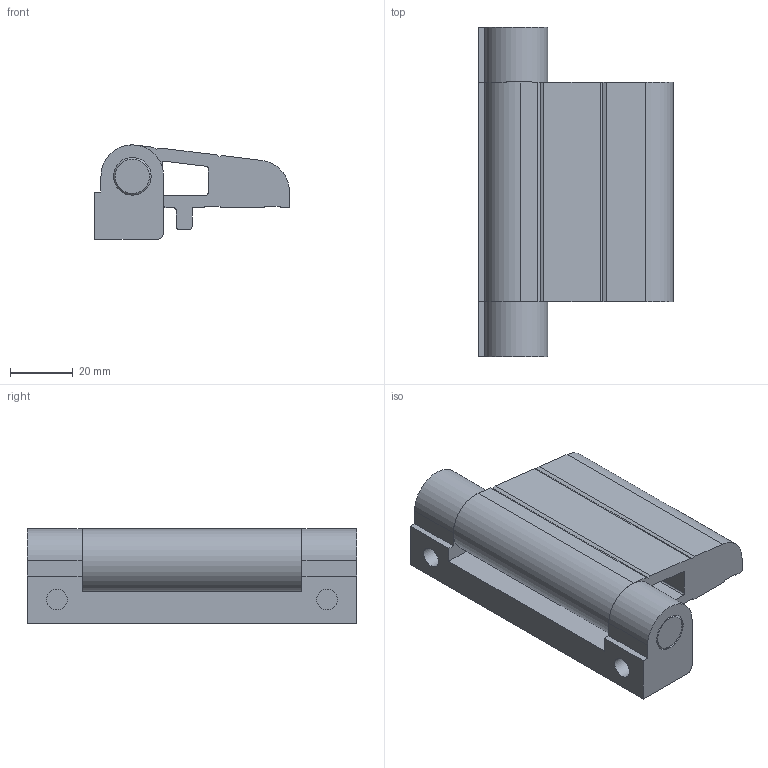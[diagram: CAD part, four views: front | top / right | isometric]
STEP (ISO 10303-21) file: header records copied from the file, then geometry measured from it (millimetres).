
FILE_DESCRIPTION(('STEP AP203'),'2;1');
FILE_NAME('15.167.01A.stp','2011-03-21T15:56:35',(''),(''),'2009.3.110','THINKDESIGN','');
FILE_SCHEMA(('CONFIG_CONTROL_DESIGN'));
Length unit declared in the file: millimetre
Bounding box: 62 x 105 x 30 mm (x, y, z)
Volume: 92080.5 mm3; surface area: 35824.4 mm2
Topology: 3 solids, 3 shells, 85 faces, 247 edges, 170 vertices
Faces by surface type: plane 52, cylinder 27, bspline 6
Full cylindrical faces by diameter (mm): 6.6 x2, 8.3 x2, 11 x2, 12 x4, 13.8 x2
Entity records: 3164 total; most frequent: CARTESIAN_POINT 774, DIRECTION 487, ORIENTED_EDGE 478, EDGE_CURVE 239, AXIS2_PLACEMENT_3D 171, VERTEX_POINT 166, VECTOR 145, LINE 145
